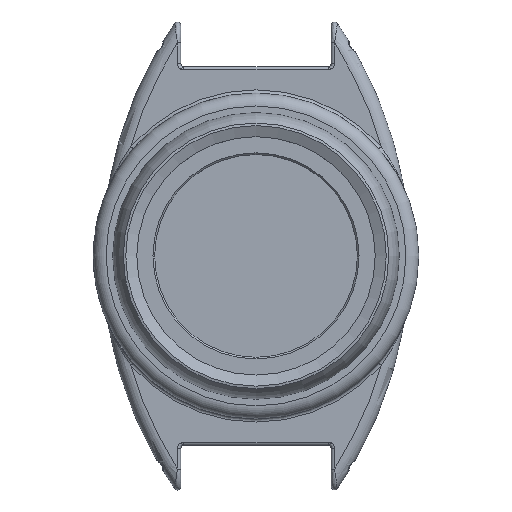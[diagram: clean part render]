
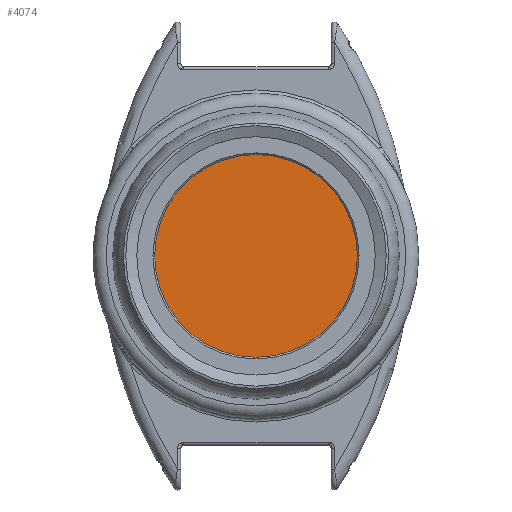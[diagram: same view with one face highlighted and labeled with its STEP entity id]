
A CAD part, top view. The second image highlights one B-rep face of the part: STEP entity #4074.
In plain terms, the highlighted planar face has unit normal (0, 0, 1).
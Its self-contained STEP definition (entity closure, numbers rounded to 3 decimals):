
#4042=CARTESIAN_POINT('',(-18.3,0.,0.0));
#4043=VERTEX_POINT('',#4042);
#4044=CARTESIAN_POINT('',(0.0,0.0,0.0));
#4045=DIRECTION('',(0.0,0.0,1.0));
#4046=DIRECTION('',(1.0,0.0,0.0));
#4047=AXIS2_PLACEMENT_3D('',#4044,#4045,#4046);
#4048=CIRCLE('',#4047,18.3);
#4049=EDGE_CURVE('',#4043,#4043,#4048,.T.);
#4066=CARTESIAN_POINT('',(0.0,0.0,0.0));
#4067=DIRECTION('',(0.0,0.0,1.0));
#4068=DIRECTION('',(1.0,0.0,0.0));
#4069=AXIS2_PLACEMENT_3D('',#4066,#4067,#4068);
#4070=PLANE('',#4069);
#4071=ORIENTED_EDGE('',*,*,#4049,.T.);
#4072=EDGE_LOOP('',(#4071));
#4073=FACE_OUTER_BOUND('',#4072,.T.);
#4074=ADVANCED_FACE('',(#4073),#4070,.T.);
